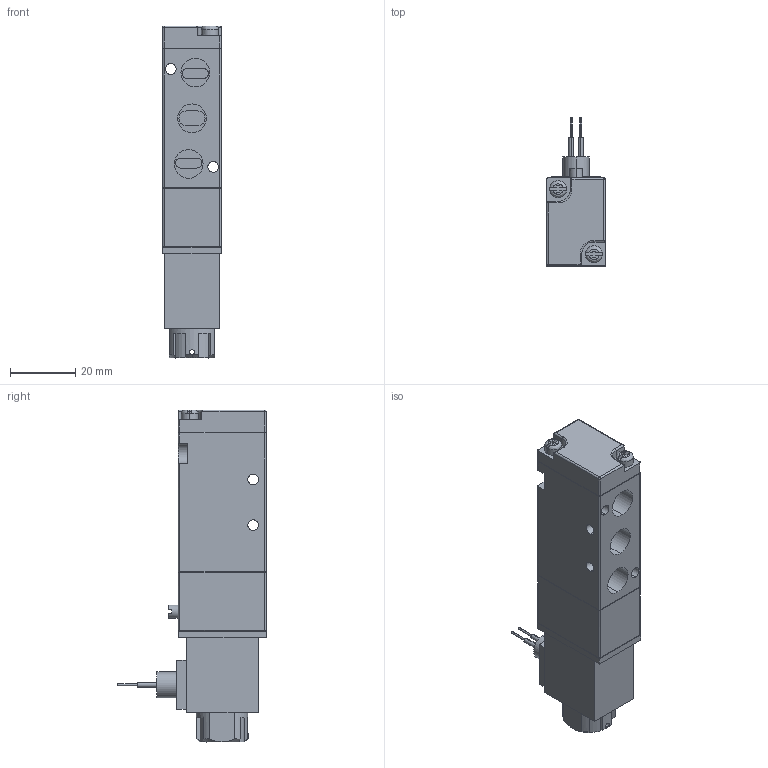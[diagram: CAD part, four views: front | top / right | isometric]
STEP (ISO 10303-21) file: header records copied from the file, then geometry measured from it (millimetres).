
FILE_DESCRIPTION (( 'STEP AP203' ), '1' );
FILE_NAME ('4V110-06-G.STEP', '2016-07-08T20:15:59', ( '' ), ( '' ), 'SwSTEP 2.0', 'SolidWorks 2016', '' );
FILE_SCHEMA (( 'CONFIG_CONTROL_DESIGN' ));
Length unit declared in the file: inch
Products named in the file (1): 4V110-06-G
Bounding box: 18 x 45.5 x 101.8 mm (x, y, z)
Volume: 41245.8 mm3; surface area: 12303.8 mm2
Topology: 1 solids, 1 shells, 223 faces, 559 edges, 360 vertices
Faces by surface type: plane 130, cylinder 78, bspline 8, cone 7
Entity records: 6918 total; most frequent: CARTESIAN_POINT 1507, ORIENTED_EDGE 1114, DIRECTION 1099, EDGE_CURVE 557, AXIS2_PLACEMENT_3D 376, VERTEX_POINT 360, LINE 347, VECTOR 347
